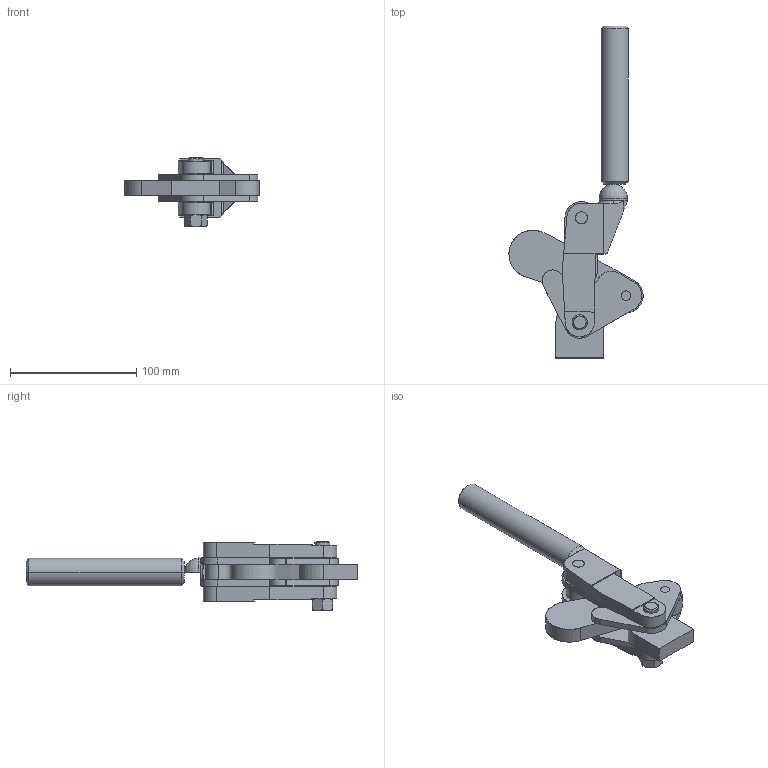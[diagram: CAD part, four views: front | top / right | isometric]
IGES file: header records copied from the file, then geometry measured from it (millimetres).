
Start section: SolidWorks IGES file using analytic representation for surfaces
Bounding box: 106.07 x 262.46 x 54.6 mm (x, y, z)
Surface area: 74487.8 mm2 (no closed solid volume)
Topology: 0 solids, 0 shells, 166 faces, 2852 edges, 2851 vertices
Faces by surface type: revolution 92, bspline 74
